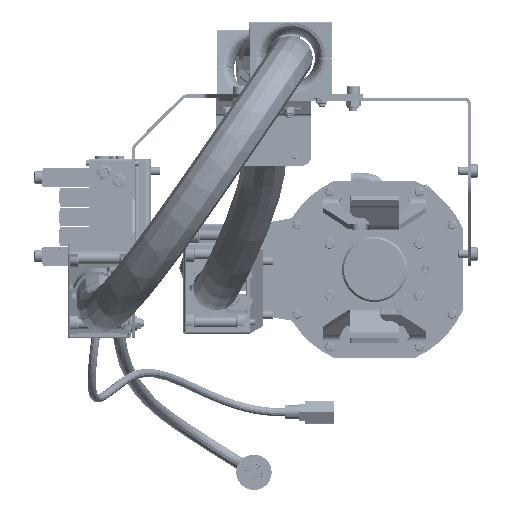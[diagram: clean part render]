
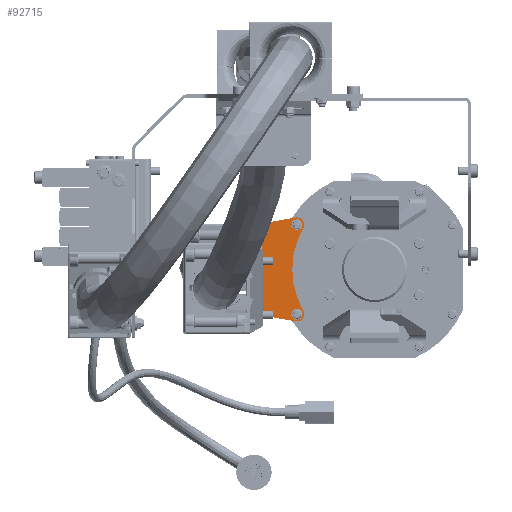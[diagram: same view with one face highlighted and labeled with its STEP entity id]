
A CAD part, left-side view. The second image highlights one B-rep face of the part: STEP entity #92715.
In plain terms, the highlighted planar face has unit normal (-1, 0, 0).
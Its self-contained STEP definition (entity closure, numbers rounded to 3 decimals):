
#2067 = DIRECTION ( 'NONE',  ( 0., 1., 0. ) ) ;
#2617 = DIRECTION ( 'NONE',  ( -1., 0., 0. ) ) ;
#9296 = EDGE_CURVE ( 'NONE', #188612, #197428, #217505, .T. ) ;
#12129 = DIRECTION ( 'NONE',  ( 0., 1., 0. ) ) ;
#16435 = CARTESIAN_POINT ( 'NONE',  ( 1271.15, 71.611, 1526.75 ) ) ;
#16453 = VERTEX_POINT ( 'NONE', #66113 ) ;
#17568 = DIRECTION ( 'NONE',  ( 0., 1., 0. ) ) ;
#19541 = DIRECTION ( 'NONE',  ( -1., 0., 0. ) ) ;
#32558 = DIRECTION ( 'NONE',  ( -1., 0., 0. ) ) ;
#34215 = EDGE_CURVE ( 'NONE', #226434, #130646, #167450, .T. ) ;
#35935 = ORIENTED_EDGE ( 'NONE', *, *, #268023, .T. ) ;
#38562 = FACE_BOUND ( 'NONE', #251214, .T. ) ;
#42268 = CARTESIAN_POINT ( 'NONE',  ( 1271.15, 0., 1570. ) ) ;
#42571 = EDGE_CURVE ( 'NONE', #258634, #245894, #233532, .T. ) ;
#44907 = EDGE_LOOP ( 'NONE', ( #273395, #146628, #241462, #35935, #185498, #120536, #232263, #291369 ) ) ;
#48020 = AXIS2_PLACEMENT_3D ( 'NONE', #166591, #32558, #138431 ) ;
#48314 = VERTEX_POINT ( 'NONE', #214796 ) ;
#50141 = ORIENTED_EDGE ( 'NONE', *, *, #94607, .F. ) ;
#61631 = CARTESIAN_POINT ( 'NONE',  ( 1271.15, 68.849, 1530.25 ) ) ;
#62969 = AXIS2_PLACEMENT_3D ( 'NONE', #346116, #83390, #106351 ) ;
#65750 = CIRCLE ( 'NONE', #313427, 3.3 ) ;
#66113 = CARTESIAN_POINT ( 'NONE',  ( 1271.15, 78.211, 1613.25 ) ) ;
#67033 = EDGE_CURVE ( 'NONE', #48314, #309211, #65750, .T. ) ;
#68288 = DIRECTION ( 'NONE',  ( -1., 0., 0. ) ) ;
#68824 = CIRCLE ( 'NONE', #62969, 3.3 ) ;
#82726 = CARTESIAN_POINT ( 'NONE',  ( 1271.15, 74.911, 1613.25 ) ) ;
#83390 = DIRECTION ( 'NONE',  ( -1., 0., 0. ) ) ;
#84444 = DIRECTION ( 'NONE',  ( 0., 1., 0. ) ) ;
#86173 = DIRECTION ( 'NONE',  ( -1., 0., 0. ) ) ;
#86864 = AXIS2_PLACEMENT_3D ( 'NONE', #121444, #257073, #12129 ) ;
#89613 = ORIENTED_EDGE ( 'NONE', *, *, #254523, .F. ) ;
#92715 = ADVANCED_FACE ( 'NONE', ( #38562, #234090, #146129 ), #174329, .T. ) ;
#94607 = EDGE_CURVE ( 'NONE', #289582, #16453, #115811, .T. ) ;
#106351 = DIRECTION ( 'NONE',  ( 0., 1., 0. ) ) ;
#106694 = EDGE_CURVE ( 'NONE', #154353, #306872, #318313, .T. ) ;
#109343 = VECTOR ( 'NONE', #193869, 1000. ) ;
#109930 = ORIENTED_EDGE ( 'NONE', *, *, #283788, .F. ) ;
#115811 = CIRCLE ( 'NONE', #48020, 3.3 ) ;
#115858 = CIRCLE ( 'NONE', #256432, 7. ) ;
#120536 = ORIENTED_EDGE ( 'NONE', *, *, #259289, .T. ) ;
#121040 = DIRECTION ( 'NONE',  ( 0., 0., -1. ) ) ;
#121104 = AXIS2_PLACEMENT_3D ( 'NONE', #183477, #19541, #239773 ) ;
#121444 = CARTESIAN_POINT ( 'NONE',  ( 1271.15, 74.911, 1613.25 ) ) ;
#130646 = VERTEX_POINT ( 'NONE', #279719 ) ;
#137652 = ORIENTED_EDGE ( 'NONE', *, *, #67033, .F. ) ;
#138293 = CARTESIAN_POINT ( 'NONE',  ( 1271.15, 74.911, 1526.75 ) ) ;
#138431 = DIRECTION ( 'NONE',  ( 0., 1., 0. ) ) ;
#142454 = CARTESIAN_POINT ( 'NONE',  ( 1271.15, 68.849, 1609.75 ) ) ;
#143758 = CARTESIAN_POINT ( 'NONE',  ( 1271.15, 108.5, 1614.5 ) ) ;
#145264 = CARTESIAN_POINT ( 'NONE',  ( 1271.15, 76.113, 1620.146 ) ) ;
#146129 = FACE_BOUND ( 'NONE', #247942, .T. ) ;
#146628 = ORIENTED_EDGE ( 'NONE', *, *, #191179, .T. ) ;
#153604 = DIRECTION ( 'NONE',  ( 0., 1., 0. ) ) ;
#154353 = VERTEX_POINT ( 'NONE', #145264 ) ;
#163637 = AXIS2_PLACEMENT_3D ( 'NONE', #338891, #204906, #2067 ) ;
#166591 = CARTESIAN_POINT ( 'NONE',  ( 1271.15, 74.911, 1613.25 ) ) ;
#167450 = LINE ( 'NONE', #195597, #109343 ) ;
#170550 = CIRCLE ( 'NONE', #210031, 79.5 ) ;
#174329 = PLANE ( 'NONE',  #86864 ) ;
#183477 = CARTESIAN_POINT ( 'NONE',  ( 1271.15, 74.911, 1526.75 ) ) ;
#183525 = DIRECTION ( 'NONE',  ( -1., 0., 0. ) ) ;
#185498 = ORIENTED_EDGE ( 'NONE', *, *, #34215, .T. ) ;
#188612 = VERTEX_POINT ( 'NONE', #142454 ) ;
#191179 = EDGE_CURVE ( 'NONE', #197428, #154353, #313298, .T. ) ;
#193869 = DIRECTION ( 'NONE',  ( 0., -0.985, -0.172 ) ) ;
#195597 = CARTESIAN_POINT ( 'NONE',  ( 1271.15, 108.5, 1525.5 ) ) ;
#197428 = VERTEX_POINT ( 'NONE', #318281 ) ;
#202708 = DIRECTION ( 'NONE',  ( 1., 0., 0. ) ) ;
#204906 = DIRECTION ( 'NONE',  ( -1., 0., 0. ) ) ;
#210031 = AXIS2_PLACEMENT_3D ( 'NONE', #42268, #202708, #17568 ) ;
#211669 = CARTESIAN_POINT ( 'NONE',  ( 1271.15, 74.911, 1613.25 ) ) ;
#212599 = AXIS2_PLACEMENT_3D ( 'NONE', #211669, #183525, #153604 ) ;
#214796 = CARTESIAN_POINT ( 'NONE',  ( 1271.15, 78.211, 1526.75 ) ) ;
#217505 = CIRCLE ( 'NONE', #245663, 7. ) ;
#219819 = VECTOR ( 'NONE', #121040, 1000. ) ;
#221231 = CARTESIAN_POINT ( 'NONE',  ( 1271.15, 71.611, 1613.25 ) ) ;
#226434 = VERTEX_POINT ( 'NONE', #297814 ) ;
#226758 = CARTESIAN_POINT ( 'NONE',  ( 1271.15, 108.5, 1614.5 ) ) ;
#232263 = ORIENTED_EDGE ( 'NONE', *, *, #42571, .T. ) ;
#233532 = CIRCLE ( 'NONE', #121104, 7. ) ;
#234090 = FACE_OUTER_BOUND ( 'NONE', #44907, .T. ) ;
#239773 = DIRECTION ( 'NONE',  ( 0., 1., 0. ) ) ;
#241462 = ORIENTED_EDGE ( 'NONE', *, *, #106694, .T. ) ;
#245663 = AXIS2_PLACEMENT_3D ( 'NONE', #82726, #86173, #84444 ) ;
#245894 = VERTEX_POINT ( 'NONE', #61631 ) ;
#247942 = EDGE_LOOP ( 'NONE', ( #109930, #137652 ) ) ;
#251214 = EDGE_LOOP ( 'NONE', ( #50141, #89613 ) ) ;
#252856 = CIRCLE ( 'NONE', #163637, 3.3 ) ;
#254523 = EDGE_CURVE ( 'NONE', #16453, #289582, #68824, .T. ) ;
#254930 = LINE ( 'NONE', #226758, #219819 ) ;
#256432 = AXIS2_PLACEMENT_3D ( 'NONE', #313297, #68288, #256848 ) ;
#256848 = DIRECTION ( 'NONE',  ( 0., 1., 0. ) ) ;
#257073 = DIRECTION ( 'NONE',  ( -1., 0., 0. ) ) ;
#258634 = VERTEX_POINT ( 'NONE', #320860 ) ;
#259289 = EDGE_CURVE ( 'NONE', #130646, #258634, #115858, .T. ) ;
#265301 = CARTESIAN_POINT ( 'NONE',  ( 1271.15, 76.113, 1620.146 ) ) ;
#268023 = EDGE_CURVE ( 'NONE', #306872, #226434, #254930, .T. ) ;
#273395 = ORIENTED_EDGE ( 'NONE', *, *, #9296, .T. ) ;
#279719 = CARTESIAN_POINT ( 'NONE',  ( 1271.15, 76.113, 1519.854 ) ) ;
#283788 = EDGE_CURVE ( 'NONE', #309211, #48314, #252856, .T. ) ;
#289582 = VERTEX_POINT ( 'NONE', #221231 ) ;
#291369 = ORIENTED_EDGE ( 'NONE', *, *, #323672, .T. ) ;
#297063 = DIRECTION ( 'NONE',  ( 0., 0.985, -0.172 ) ) ;
#297814 = CARTESIAN_POINT ( 'NONE',  ( 1271.15, 108.5, 1525.5 ) ) ;
#304534 = VECTOR ( 'NONE', #297063, 1000. ) ;
#306872 = VERTEX_POINT ( 'NONE', #143758 ) ;
#309211 = VERTEX_POINT ( 'NONE', #16435 ) ;
#313297 = CARTESIAN_POINT ( 'NONE',  ( 1271.15, 74.911, 1526.75 ) ) ;
#313298 = CIRCLE ( 'NONE', #212599, 7. ) ;
#313427 = AXIS2_PLACEMENT_3D ( 'NONE', #138293, #2617, #325196 ) ;
#318281 = CARTESIAN_POINT ( 'NONE',  ( 1271.15, 67.911, 1613.25 ) ) ;
#318313 = LINE ( 'NONE', #265301, #304534 ) ;
#320860 = CARTESIAN_POINT ( 'NONE',  ( 1271.15, 67.911, 1526.75 ) ) ;
#323672 = EDGE_CURVE ( 'NONE', #245894, #188612, #170550, .T. ) ;
#325196 = DIRECTION ( 'NONE',  ( 0., 1., 0. ) ) ;
#338891 = CARTESIAN_POINT ( 'NONE',  ( 1271.15, 74.911, 1526.75 ) ) ;
#346116 = CARTESIAN_POINT ( 'NONE',  ( 1271.15, 74.911, 1613.25 ) ) ;
